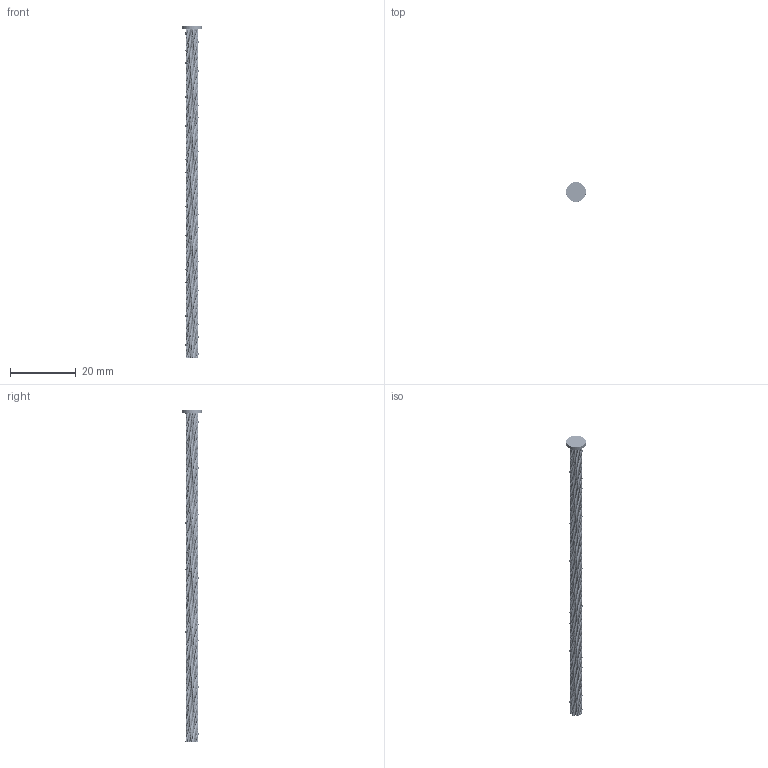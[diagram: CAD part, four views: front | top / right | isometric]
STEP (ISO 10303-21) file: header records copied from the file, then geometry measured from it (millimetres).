
FILE_DESCRIPTION (( 'STEP AP203' ), '1' );
FILE_NAME ('101000004.step', '2021-08-06T10:57:49', ( '' ), ( '' ), 'SwSTEP 2.0', 'SolidWorks 2018', '' );
FILE_SCHEMA (( 'CONFIG_CONTROL_DESIGN' ));
Length unit declared in the file: millimetre
Products named in the file (2): 101000004
Bounding box: 6 x 6 x 101 mm (x, y, z)
Volume: 919.8 mm3; surface area: 8417.2 mm2
Topology: 58 solids, 58 shells, 223 faces, 322 edges, 216 vertices
Faces by surface type: plane 116, bspline 104, cylinder 3
Full cylindrical faces by diameter (mm): 0.444 x1, 1.1 x1, 6 x1
Entity records: 47477 total; most frequent: CARTESIAN_POINT 44420, ORIENTED_EDGE 624, EDGE_CURVE 312, B_SPLINE_CURVE_WITH_KNOTS 295, DIRECTION 278, FACE_OUTER_BOUND 232, EDGE_LOOP 232, ADVANCED_FACE 223
